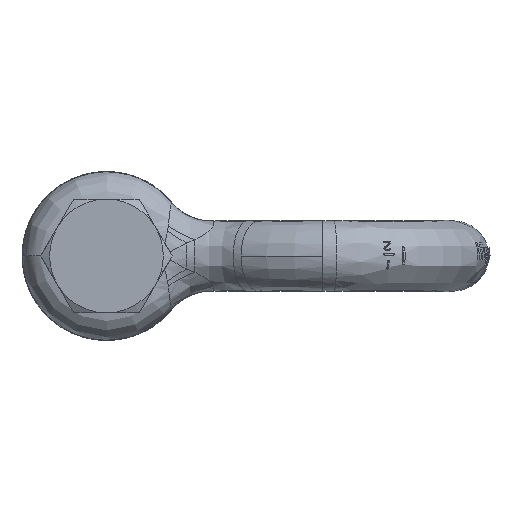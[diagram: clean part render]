
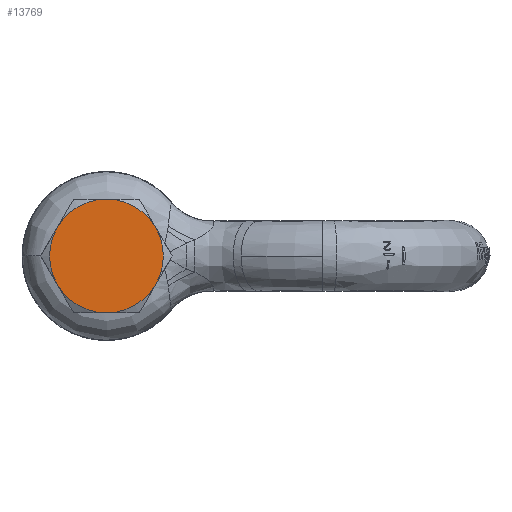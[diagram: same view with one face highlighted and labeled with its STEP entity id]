
A CAD part, left-side view. The second image highlights one B-rep face of the part: STEP entity #13769.
In plain terms, the highlighted planar face has unit normal (-1, 0, 0).
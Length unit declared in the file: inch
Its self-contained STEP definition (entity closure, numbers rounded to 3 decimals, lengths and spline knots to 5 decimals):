
#4596=CARTESIAN_POINT('',(-3.455,0.,0.));
#4597=DIRECTION('',(-1.,0.,0.));
#4598=DIRECTION('',(0.,0.,-1.));
#4599=AXIS2_PLACEMENT_3D('',#4596,#4597,#4598);
#4601=CARTESIAN_POINT('',(-3.455,0.,0.));
#4602=DIRECTION('',(-1.,0.,0.));
#4603=DIRECTION('',(0.,0.866,-0.5));
#4604=AXIS2_PLACEMENT_3D('',#4601,#4602,#4603);
#4606=CARTESIAN_POINT('',(-3.455,0.,0.));
#4607=DIRECTION('',(-1.,0.,0.));
#4608=DIRECTION('',(0.,0.866,0.5));
#4609=AXIS2_PLACEMENT_3D('',#4606,#4607,#4608);
#4611=CARTESIAN_POINT('',(-3.455,0.,0.));
#4612=DIRECTION('',(-1.,0.,0.));
#4613=DIRECTION('',(0.,0.,1.));
#4614=AXIS2_PLACEMENT_3D('',#4611,#4612,#4613);
#4616=CARTESIAN_POINT('',(-3.455,0.,0.));
#4617=DIRECTION('',(-1.,0.,0.));
#4618=DIRECTION('',(0.,-0.866,0.5));
#4619=AXIS2_PLACEMENT_3D('',#4616,#4617,#4618);
#4621=CARTESIAN_POINT('',(-3.455,0.,0.));
#4622=DIRECTION('',(-1.,0.,0.));
#4623=DIRECTION('',(0.,-0.866,-0.5));
#4624=AXIS2_PLACEMENT_3D('',#4621,#4622,#4623);
#7338=CARTESIAN_POINT('',(-3.455,0.,-1.219));
#7339=CARTESIAN_POINT('',(-3.455,-1.05568,-0.6095));
#7340=VERTEX_POINT('',#7338);
#7341=VERTEX_POINT('',#7339);
#7342=CARTESIAN_POINT('',(-3.455,-1.05568,0.6095));
#7343=VERTEX_POINT('',#7342);
#7344=CARTESIAN_POINT('',(-3.455,0.,1.219));
#7345=VERTEX_POINT('',#7344);
#7346=CARTESIAN_POINT('',(-3.455,1.05568,0.6095));
#7347=VERTEX_POINT('',#7346);
#7348=CARTESIAN_POINT('',(-3.455,1.05568,-0.6095));
#7349=VERTEX_POINT('',#7348);
#13756=CARTESIAN_POINT('',(-3.455,0.,0.));
#13757=DIRECTION('',(-1.,0.,0.));
#13758=DIRECTION('',(0.,0.,1.));
#13759=AXIS2_PLACEMENT_3D('',#13756,#13757,#13758);
#13760=PLANE('',#13759);
#13761=ORIENTED_EDGE('',*,*,#13614,.F.);
#13762=ORIENTED_EDGE('',*,*,#13738,.F.);
#13763=ORIENTED_EDGE('',*,*,#13726,.F.);
#13764=ORIENTED_EDGE('',*,*,#13713,.F.);
#13765=ORIENTED_EDGE('',*,*,#13641,.F.);
#13766=ORIENTED_EDGE('',*,*,#13628,.F.);
#13767=EDGE_LOOP('',(#13761,#13762,#13763,#13764,#13765,#13766));
#13768=FACE_OUTER_BOUND('',#13767,.F.);
#13769=ADVANCED_FACE('',(#13768),#13760,.T.);
#4600=CIRCLE('',#4599,1.219);
#4605=CIRCLE('',#4604,1.219);
#4610=CIRCLE('',#4609,1.219);
#4615=CIRCLE('',#4614,1.219);
#4620=CIRCLE('',#4619,1.219);
#4625=CIRCLE('',#4624,1.219);
#13614=EDGE_CURVE('',#7340,#7341,#4600,.T.);
#13628=EDGE_CURVE('',#7341,#7343,#4625,.T.);
#13641=EDGE_CURVE('',#7343,#7345,#4620,.T.);
#13713=EDGE_CURVE('',#7345,#7347,#4615,.T.);
#13726=EDGE_CURVE('',#7347,#7349,#4610,.T.);
#13738=EDGE_CURVE('',#7349,#7340,#4605,.T.);
